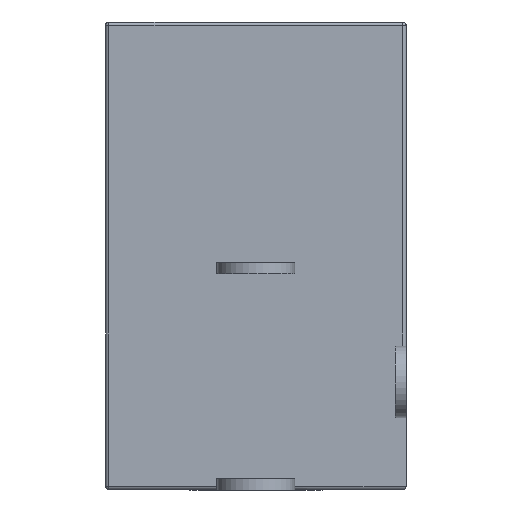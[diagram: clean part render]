
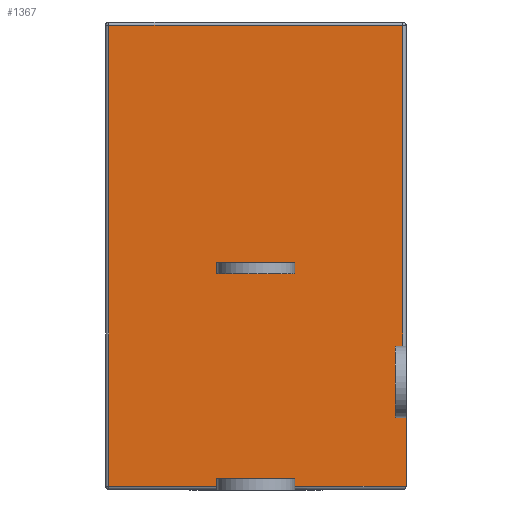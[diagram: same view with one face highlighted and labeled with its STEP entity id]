
A CAD part, front view. The second image highlights one B-rep face of the part: STEP entity #1367.
In plain terms, the highlighted planar face has unit normal (0, -1, 0).
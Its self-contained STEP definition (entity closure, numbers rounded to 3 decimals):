
#21=FACE_BOUND('',#445,.T.);
#30=PLANE('',#1488);
#77=LINE('',#2152,#191);
#78=LINE('',#2154,#192);
#79=LINE('',#2156,#193);
#80=LINE('',#2158,#194);
#81=LINE('',#2160,#195);
#82=LINE('',#2162,#196);
#83=LINE('',#2164,#197);
#84=LINE('',#2166,#198);
#85=LINE('',#2168,#199);
#86=LINE('',#2170,#200);
#87=LINE('',#2172,#201);
#88=LINE('',#2173,#202);
#89=LINE('',#2176,#203);
#90=LINE('',#2178,#204);
#91=LINE('',#2180,#205);
#92=LINE('',#2181,#206);
#191=VECTOR('',#1703,1000.);
#192=VECTOR('',#1704,1000.);
#193=VECTOR('',#1705,1000.);
#194=VECTOR('',#1706,1000.);
#195=VECTOR('',#1707,1000.);
#196=VECTOR('',#1708,1000.);
#197=VECTOR('',#1709,1000.);
#198=VECTOR('',#1710,1000.);
#199=VECTOR('',#1711,1000.);
#200=VECTOR('',#1712,1000.);
#201=VECTOR('',#1713,1000.);
#202=VECTOR('',#1714,1000.);
#203=VECTOR('',#1715,1000.);
#204=VECTOR('',#1716,1000.);
#205=VECTOR('',#1717,1000.);
#206=VECTOR('',#1718,1000.);
#363=FACE_OUTER_BOUND('',#444,.T.);
#444=EDGE_LOOP('',(#988,#989,#990,#991,#992,#993,#994,#995,#996,#997,#998,
#999));
#445=EDGE_LOOP('',(#1000,#1001,#1002,#1003));
#637=VERTEX_POINT('',#2150);
#638=VERTEX_POINT('',#2151);
#639=VERTEX_POINT('',#2153);
#640=VERTEX_POINT('',#2155);
#641=VERTEX_POINT('',#2157);
#642=VERTEX_POINT('',#2159);
#643=VERTEX_POINT('',#2161);
#644=VERTEX_POINT('',#2163);
#645=VERTEX_POINT('',#2165);
#646=VERTEX_POINT('',#2167);
#647=VERTEX_POINT('',#2169);
#648=VERTEX_POINT('',#2171);
#649=VERTEX_POINT('',#2174);
#650=VERTEX_POINT('',#2175);
#651=VERTEX_POINT('',#2177);
#652=VERTEX_POINT('',#2179);
#772=EDGE_CURVE('',#637,#638,#77,.T.);
#773=EDGE_CURVE('',#637,#639,#78,.T.);
#774=EDGE_CURVE('',#639,#640,#79,.T.);
#775=EDGE_CURVE('',#641,#640,#80,.T.);
#776=EDGE_CURVE('',#641,#642,#81,.T.);
#777=EDGE_CURVE('',#643,#642,#82,.T.);
#778=EDGE_CURVE('',#643,#644,#83,.T.);
#779=EDGE_CURVE('',#644,#645,#84,.T.);
#780=EDGE_CURVE('',#645,#646,#85,.T.);
#781=EDGE_CURVE('',#646,#647,#86,.T.);
#782=EDGE_CURVE('',#648,#647,#87,.T.);
#783=EDGE_CURVE('',#648,#638,#88,.T.);
#784=EDGE_CURVE('',#649,#650,#89,.T.);
#785=EDGE_CURVE('',#651,#650,#90,.T.);
#786=EDGE_CURVE('',#652,#651,#91,.T.);
#787=EDGE_CURVE('',#652,#649,#92,.T.);
#988=ORIENTED_EDGE('',*,*,#772,.F.);
#989=ORIENTED_EDGE('',*,*,#773,.T.);
#990=ORIENTED_EDGE('',*,*,#774,.T.);
#991=ORIENTED_EDGE('',*,*,#775,.F.);
#992=ORIENTED_EDGE('',*,*,#776,.T.);
#993=ORIENTED_EDGE('',*,*,#777,.F.);
#994=ORIENTED_EDGE('',*,*,#778,.T.);
#995=ORIENTED_EDGE('',*,*,#779,.T.);
#996=ORIENTED_EDGE('',*,*,#780,.T.);
#997=ORIENTED_EDGE('',*,*,#781,.T.);
#998=ORIENTED_EDGE('',*,*,#782,.F.);
#999=ORIENTED_EDGE('',*,*,#783,.T.);
#1000=ORIENTED_EDGE('',*,*,#784,.T.);
#1001=ORIENTED_EDGE('',*,*,#785,.F.);
#1002=ORIENTED_EDGE('',*,*,#786,.F.);
#1003=ORIENTED_EDGE('',*,*,#787,.T.);
#1367=ADVANCED_FACE('',(#363,#21),#30,.T.);
#1488=AXIS2_PLACEMENT_3D('',#2149,#1701,#1702);
#1701=DIRECTION('center_axis',(0.,-1.,0.));
#1702=DIRECTION('ref_axis',(0.,0.,-1.));
#1703=DIRECTION('',(0.,0.,1.));
#1704=DIRECTION('',(1.,0.,0.));
#1705=DIRECTION('',(0.,0.,1.));
#1706=DIRECTION('',(1.,0.,0.));
#1707=DIRECTION('',(0.,0.,1.));
#1708=DIRECTION('',(-1.,0.,0.));
#1709=DIRECTION('',(0.,0.,1.));
#1710=DIRECTION('',(-1.,0.,0.));
#1711=DIRECTION('',(0.,0.,-1.));
#1712=DIRECTION('',(1.,0.,0.));
#1713=DIRECTION('',(0.,0.,-1.));
#1714=DIRECTION('',(1.,0.,0.));
#1715=DIRECTION('',(1.,0.,0.));
#1716=DIRECTION('',(0.,0.,1.));
#1717=DIRECTION('',(1.,0.,0.));
#1718=DIRECTION('',(0.,0.,1.));
#2149=CARTESIAN_POINT('Origin',(-4.5,-5.5,-14.));
#2150=CARTESIAN_POINT('',(1.165,-5.5,-13.9));
#2151=CARTESIAN_POINT('',(1.165,-5.5,-13.67));
#2152=CARTESIAN_POINT('',(1.165,-5.5,-14.));
#2153=CARTESIAN_POINT('',(4.5,-5.5,-13.9));
#2154=CARTESIAN_POINT('',(4.5,-5.5,-13.9));
#2155=CARTESIAN_POINT('',(4.5,-5.5,-11.85));
#2156=CARTESIAN_POINT('',(4.5,-5.5,-14.));
#2157=CARTESIAN_POINT('',(4.17,-5.5,-11.85));
#2158=CARTESIAN_POINT('',(-4.5,-5.5,-11.85));
#2159=CARTESIAN_POINT('',(4.17,-5.5,-9.7));
#2160=CARTESIAN_POINT('',(4.17,-5.5,-14.));
#2161=CARTESIAN_POINT('',(4.4,-5.5,-9.7));
#2162=CARTESIAN_POINT('',(-4.5,-5.5,-9.7));
#2163=CARTESIAN_POINT('',(4.4,-5.5,-0.1));
#2164=CARTESIAN_POINT('',(4.4,-5.5,-14.));
#2165=CARTESIAN_POINT('',(-4.4,-5.5,-0.1));
#2166=CARTESIAN_POINT('',(-4.5,-5.5,-0.1));
#2167=CARTESIAN_POINT('',(-4.4,-5.5,-13.9));
#2168=CARTESIAN_POINT('',(-4.4,-5.5,-14.));
#2169=CARTESIAN_POINT('',(-1.165,-5.5,-13.9));
#2170=CARTESIAN_POINT('',(-1.165,-5.5,-13.9));
#2171=CARTESIAN_POINT('',(-1.165,-5.5,-13.67));
#2172=CARTESIAN_POINT('',(-1.165,-5.5,-14.));
#2173=CARTESIAN_POINT('',(-4.5,-5.5,-13.67));
#2174=CARTESIAN_POINT('',(-1.165,-5.5,-7.2));
#2175=CARTESIAN_POINT('',(1.165,-5.5,-7.2));
#2176=CARTESIAN_POINT('',(1.165,-5.5,-7.2));
#2177=CARTESIAN_POINT('',(1.165,-5.5,-7.53));
#2178=CARTESIAN_POINT('',(1.165,-5.5,-7.53));
#2179=CARTESIAN_POINT('',(-1.165,-5.5,-7.53));
#2180=CARTESIAN_POINT('',(1.165,-5.5,-7.53));
#2181=CARTESIAN_POINT('',(-1.165,-5.5,-7.53));
